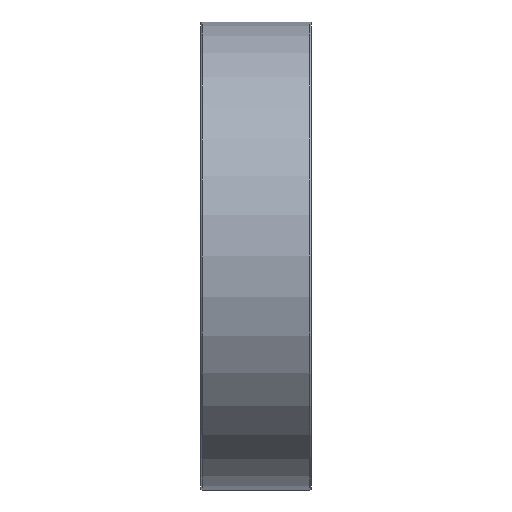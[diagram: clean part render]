
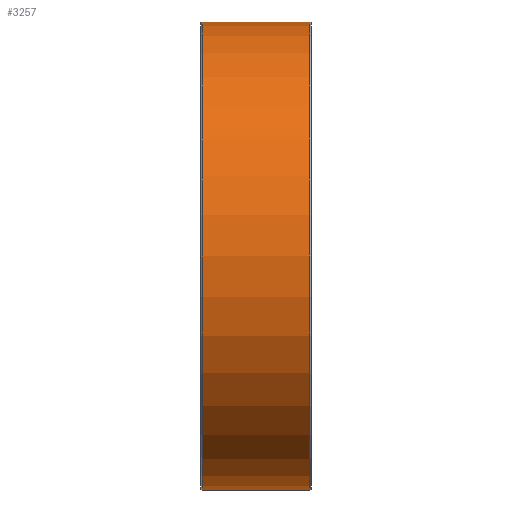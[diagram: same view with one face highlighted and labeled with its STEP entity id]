
A CAD part, front view. The second image highlights one B-rep face of the part: STEP entity #3257.
In plain terms, the highlighted cylindrical face has radius 27.5 mm (diameter 55 mm), a partial arc.
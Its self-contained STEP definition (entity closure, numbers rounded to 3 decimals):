
#15 = DIRECTION ( 'NONE',  ( -1., 0., 0. ) ) ;
#31 = CARTESIAN_POINT ( 'NONE',  ( 0., 0., 27.5 ) ) ;
#39 = CARTESIAN_POINT ( 'NONE',  ( 0., 0., -27.5 ) ) ;
#49 = DIRECTION ( 'NONE',  ( -1., 0., 0. ) ) ;
#228 = CARTESIAN_POINT ( 'NONE',  ( -6.3, 0., 27.5 ) ) ;
#305 = CARTESIAN_POINT ( 'NONE',  ( -6.3, 0., -27.5 ) ) ;
#354 = CARTESIAN_POINT ( 'NONE',  ( 6.3, 0., 27.5 ) ) ;
#387 = CARTESIAN_POINT ( 'NONE',  ( 6.3, 0., -27.5 ) ) ;
#842 = CIRCLE ( 'NONE', #3087, 27.5 ) ;
#856 = CIRCLE ( 'NONE', #3068, 27.5 ) ;
#874 = CYLINDRICAL_SURFACE ( 'NONE', #3147, 27.5 ) ;
#885 = FACE_OUTER_BOUND ( 'NONE', #1557, .T. ) ;
#1195 = LINE ( 'NONE', #31, #1203 ) ;
#1203 = VECTOR ( 'NONE', #49, 1000. ) ;
#1221 = VECTOR ( 'NONE', #15, 1000. ) ;
#1227 = LINE ( 'NONE', #39, #1221 ) ;
#1557 = EDGE_LOOP ( 'NONE', ( #1996, #2005, #2019, #1957 ) ) ;
#1623 = VERTEX_POINT ( 'NONE', #228 ) ;
#1647 = VERTEX_POINT ( 'NONE', #305 ) ;
#1703 = VERTEX_POINT ( 'NONE', #387 ) ;
#1706 = VERTEX_POINT ( 'NONE', #354 ) ;
#1957 = ORIENTED_EDGE ( 'NONE', *, *, #2867, .T. ) ;
#1996 = ORIENTED_EDGE ( 'NONE', *, *, #2786, .F. ) ;
#2005 = ORIENTED_EDGE ( 'NONE', *, *, #2872, .T. ) ;
#2019 = ORIENTED_EDGE ( 'NONE', *, *, #2795, .T. ) ;
#2143 = CARTESIAN_POINT ( 'NONE',  ( 6.3, 0., 0. ) ) ;
#2144 = DIRECTION ( 'NONE',  ( 0., 0., -1. ) ) ;
#2148 = DIRECTION ( 'NONE',  ( -1., 0., 0. ) ) ;
#2298 = CARTESIAN_POINT ( 'NONE',  ( 0., 0., 0. ) ) ;
#2303 = DIRECTION ( 'NONE',  ( 0., 0., 1. ) ) ;
#2310 = DIRECTION ( 'NONE',  ( -1., 0., 0. ) ) ;
#2640 = CARTESIAN_POINT ( 'NONE',  ( -6.3, 0., 0. ) ) ;
#2646 = DIRECTION ( 'NONE',  ( 1., 0., 0. ) ) ;
#2647 = DIRECTION ( 'NONE',  ( 0., 0., -1. ) ) ;
#2786 = EDGE_CURVE ( 'NONE', #1703, #1647, #1227, .T. ) ;
#2795 = EDGE_CURVE ( 'NONE', #1706, #1623, #1195, .T. ) ;
#2867 = EDGE_CURVE ( 'NONE', #1623, #1647, #842, .T. ) ;
#2872 = EDGE_CURVE ( 'NONE', #1703, #1706, #856, .T. ) ;
#3068 = AXIS2_PLACEMENT_3D ( 'NONE', #2143, #2148, #2144 ) ;
#3087 = AXIS2_PLACEMENT_3D ( 'NONE', #2640, #2646, #2647 ) ;
#3147 = AXIS2_PLACEMENT_3D ( 'NONE', #2298, #2310, #2303 ) ;
#3257 = ADVANCED_FACE ( 'NONE', ( #885 ), #874, .T. ) ;
